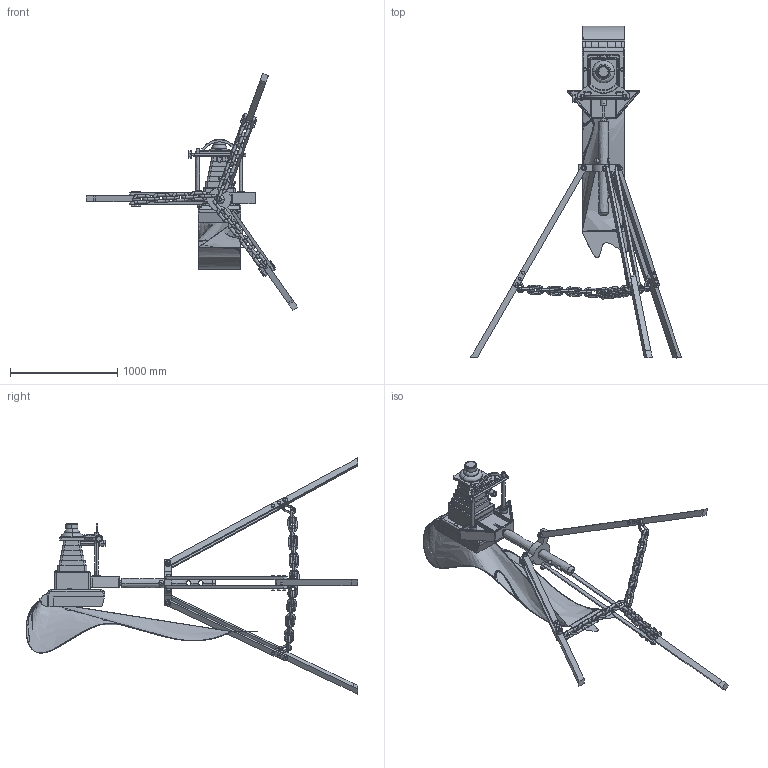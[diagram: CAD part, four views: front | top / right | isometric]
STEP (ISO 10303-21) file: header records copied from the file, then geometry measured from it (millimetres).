
FILE_DESCRIPTION(('FreeCAD Model'),'2;1');
FILE_NAME('Open CASCADE Shape Model','2025-04-27T02:14:27',('FreeCAD'),( 'FreeCAD'),'Open CASCADE STEP processor 7.6','FreeCAD','Unknown');
FILE_SCHEMA(('AUTOMOTIVE_DESIGN { 1 0 10303 214 1 1 1 1 }'));
Products named in the file (1): Open CASCADE STEP translator 7.6 1
Bounding box: 1969.68 x 3090.11 x 2208.4 mm (x, y, z)
Surface area: 10310709.8 mm2 (no closed solid volume)
Topology: 0 solids, 851 shells, 851 faces, 4079 edges, 4069 vertices
Faces by surface type: bspline 851
Entity records: 74994 total; most frequent: CARTESIAN_POINT 55632, ORIENTED_EDGE 4070, EDGE_CURVE 4070, VERTEX_POINT 4069, B_SPLINE_CURVE_WITH_KNOTS 2430, FACE_BOUND 894, EDGE_LOOP 894, SHELL_BASED_SURFACE_MODEL 851
